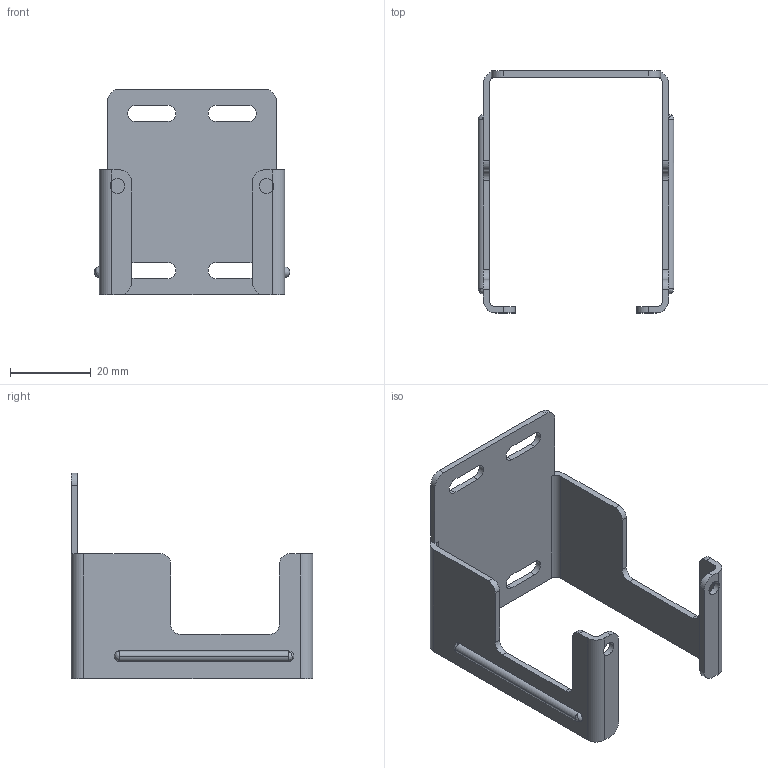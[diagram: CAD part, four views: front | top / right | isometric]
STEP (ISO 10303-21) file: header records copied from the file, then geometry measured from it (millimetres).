
FILE_DESCRIPTION (( 'STEP AP214' ), '1' );
FILE_NAME ('Norgren-4224-50.STEP', '2020-12-04T16:03:48', ( '' ), ( '' ), 'SwSTEP 2.0', 'SolidWorks 2020', '' );
FILE_SCHEMA (( 'AUTOMOTIVE_DESIGN' ));
Length unit declared in the file: millimetre
Products named in the file (2): Norgren-4224-50; 4224-50
Assembly tree (1 placements, depth 2):
  Norgren-4224-50
    4224-50
Bounding box: 48.6 x 60 x 51 mm (x, y, z)
Volume: 7552.6 mm3; surface area: 10866.4 mm2
Topology: 1 solids, 1 shells, 80 faces, 244 edges, 160 vertices
Faces by surface type: cylinder 37, plane 36, bspline 7
Entity records: 3862 total; most frequent: CARTESIAN_POINT 706, ORIENTED_EDGE 480, DIRECTION 463, EDGE_CURVE 240, AXIS2_PLACEMENT_3D 161, VERTEX_POINT 160, LINE 141, VECTOR 141
